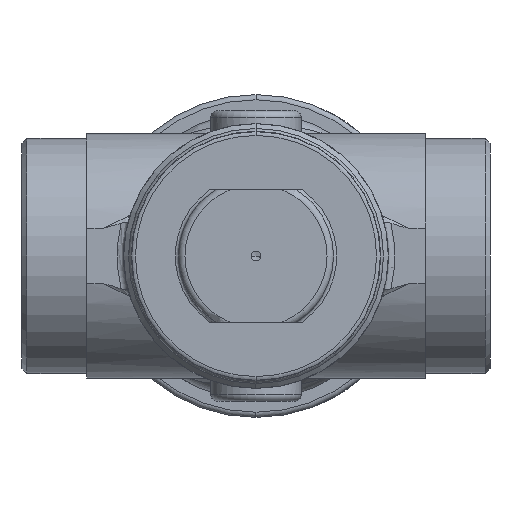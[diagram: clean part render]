
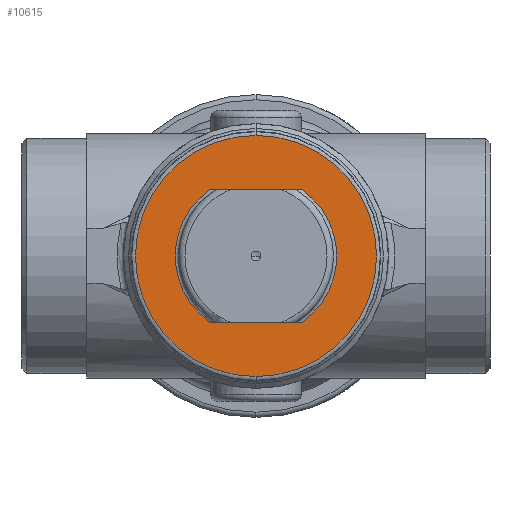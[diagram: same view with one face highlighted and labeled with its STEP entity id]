
A CAD part, front view. The second image highlights one B-rep face of the part: STEP entity #10615.
In plain terms, the highlighted planar face has unit normal (0, -1, 0).
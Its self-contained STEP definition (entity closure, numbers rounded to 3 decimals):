
#397 = EDGE_CURVE ( 'NONE', #6700, #3258, #8320, .T. ) ;
#456 = DIRECTION ( 'NONE',  ( -1., 0., 0. ) ) ;
#479 = DIRECTION ( 'NONE',  ( 0., 0., -1. ) ) ;
#556 = ORIENTED_EDGE ( 'NONE', *, *, #2379, .T. ) ;
#853 = CARTESIAN_POINT ( 'NONE',  ( 14.309, -79., -20.5 ) ) ;
#894 = EDGE_CURVE ( 'NONE', #13581, #10574, #5802, .T. ) ;
#1428 = DIRECTION ( 'NONE',  ( 0., 1., 0. ) ) ;
#1555 = AXIS2_PLACEMENT_3D ( 'NONE', #9054, #10237, #479 ) ;
#1738 = CIRCLE ( 'NONE', #6803, 25. ) ;
#2076 = AXIS2_PLACEMENT_3D ( 'NONE', #13673, #1428, #8688 ) ;
#2240 = ORIENTED_EDGE ( 'NONE', *, *, #894, .T. ) ;
#2249 = DIRECTION ( 'NONE',  ( 0., 0., -1. ) ) ;
#2299 = DIRECTION ( 'NONE',  ( 0., 1., 0. ) ) ;
#2379 = EDGE_CURVE ( 'NONE', #8562, #5215, #1738, .T. ) ;
#2788 = LINE ( 'NONE', #5265, #15815 ) ;
#3258 = VERTEX_POINT ( 'NONE', #4227 ) ;
#3447 = AXIS2_PLACEMENT_3D ( 'NONE', #10802, #2299, #2249 ) ;
#3489 = EDGE_CURVE ( 'NONE', #8562, #10574, #12687, .T. ) ;
#3672 = PLANE ( 'NONE',  #2076 ) ;
#4053 = CARTESIAN_POINT ( 'NONE',  ( 14.309, -79., 20.5 ) ) ;
#4227 = CARTESIAN_POINT ( 'NONE',  ( 0., -79., 37.369 ) ) ;
#5075 = ORIENTED_EDGE ( 'NONE', *, *, #7240, .F. ) ;
#5215 = VERTEX_POINT ( 'NONE', #853 ) ;
#5265 = CARTESIAN_POINT ( 'NONE',  ( -40., -79., -20.5 ) ) ;
#5747 = EDGE_CURVE ( 'NONE', #3258, #6700, #12247, .T. ) ;
#5802 = CIRCLE ( 'NONE', #8882, 25. ) ;
#6700 = VERTEX_POINT ( 'NONE', #8965 ) ;
#6803 = AXIS2_PLACEMENT_3D ( 'NONE', #15385, #8091, #11903 ) ;
#7240 = EDGE_CURVE ( 'NONE', #13581, #5215, #2788, .T. ) ;
#7611 = CARTESIAN_POINT ( 'NONE',  ( -14.309, -79., -20.5 ) ) ;
#7784 = DIRECTION ( 'NONE',  ( 0., 0., -1. ) ) ;
#7892 = CARTESIAN_POINT ( 'NONE',  ( 0., -79., 0. ) ) ;
#8091 = DIRECTION ( 'NONE',  ( 0., 1., 0. ) ) ;
#8099 = EDGE_LOOP ( 'NONE', ( #13723, #10956 ) ) ;
#8320 = CIRCLE ( 'NONE', #1555, 37.369 ) ;
#8555 = FACE_BOUND ( 'NONE', #13785, .T. ) ;
#8562 = VERTEX_POINT ( 'NONE', #4053 ) ;
#8688 = DIRECTION ( 'NONE',  ( 0., 0., -1. ) ) ;
#8882 = AXIS2_PLACEMENT_3D ( 'NONE', #7892, #9230, #7784 ) ;
#8965 = CARTESIAN_POINT ( 'NONE',  ( 0., -79., -37.369 ) ) ;
#9054 = CARTESIAN_POINT ( 'NONE',  ( 0., -79., 0. ) ) ;
#9077 = CARTESIAN_POINT ( 'NONE',  ( -40., -79., 20.5 ) ) ;
#9230 = DIRECTION ( 'NONE',  ( 0., 1., 0. ) ) ;
#10237 = DIRECTION ( 'NONE',  ( 0., 1., 0. ) ) ;
#10574 = VERTEX_POINT ( 'NONE', #12073 ) ;
#10615 = ADVANCED_FACE ( 'NONE', ( #8555, #13368 ), #3672, .F. ) ;
#10802 = CARTESIAN_POINT ( 'NONE',  ( 0., -79., 0. ) ) ;
#10956 = ORIENTED_EDGE ( 'NONE', *, *, #5747, .F. ) ;
#11709 = VECTOR ( 'NONE', #456, 1000. ) ;
#11903 = DIRECTION ( 'NONE',  ( 0., 0., -1. ) ) ;
#12073 = CARTESIAN_POINT ( 'NONE',  ( -14.309, -79., 20.5 ) ) ;
#12247 = CIRCLE ( 'NONE', #3447, 37.369 ) ;
#12687 = LINE ( 'NONE', #9077, #11709 ) ;
#13125 = ORIENTED_EDGE ( 'NONE', *, *, #3489, .F. ) ;
#13368 = FACE_OUTER_BOUND ( 'NONE', #8099, .T. ) ;
#13581 = VERTEX_POINT ( 'NONE', #7611 ) ;
#13673 = CARTESIAN_POINT ( 'NONE',  ( 37.369, -79., 0. ) ) ;
#13723 = ORIENTED_EDGE ( 'NONE', *, *, #397, .F. ) ;
#13785 = EDGE_LOOP ( 'NONE', ( #556, #5075, #2240, #13125 ) ) ;
#15366 = DIRECTION ( 'NONE',  ( 1., 0., 0. ) ) ;
#15385 = CARTESIAN_POINT ( 'NONE',  ( 0., -79., 0. ) ) ;
#15815 = VECTOR ( 'NONE', #15366, 1000. ) ;
